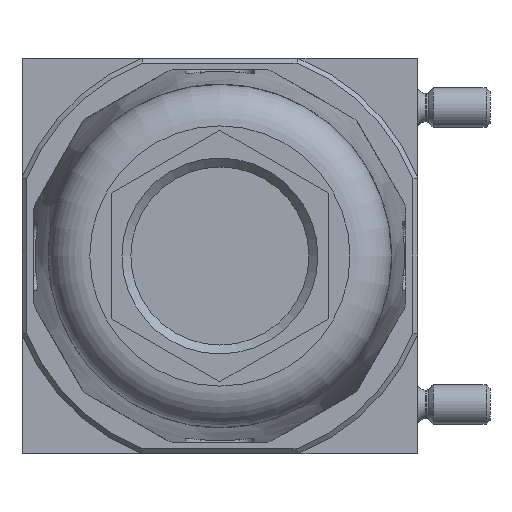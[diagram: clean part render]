
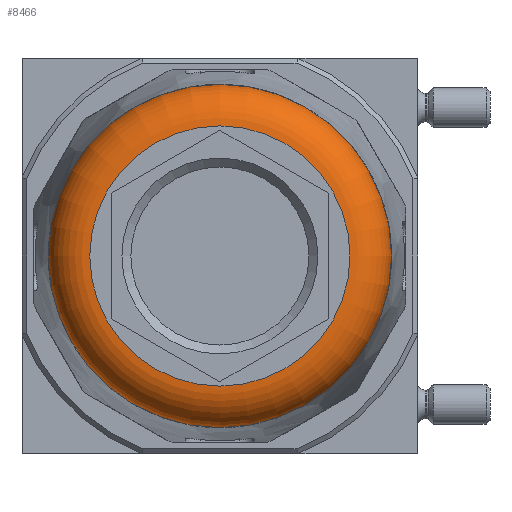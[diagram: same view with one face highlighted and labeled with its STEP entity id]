
A CAD part, front view. The second image highlights one B-rep face of the part: STEP entity #8466.
In plain terms, the highlighted toroidal (fillet/blend) face has major radius 13.15 mm and minor radius 4.2 mm.
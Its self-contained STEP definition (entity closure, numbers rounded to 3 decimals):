
#57=TOROIDAL_SURFACE('',#9103,13.15,4.2);
#2821=ORIENTED_EDGE('',*,*,#3482,.T.);
#2822=ORIENTED_EDGE('',*,*,#4037,.F.);
#3482=EDGE_CURVE('',#4357,#4357,#4845,.T.);
#4037=EDGE_CURVE('',#4712,#4712,#5030,.T.);
#4357=VERTEX_POINT('',#11814);
#4712=VERTEX_POINT('',#13429);
#4845=CIRCLE('',#8700,17.35);
#5030=CIRCLE('',#9102,13.15);
#5365=EDGE_LOOP('',(#2821));
#5366=EDGE_LOOP('',(#2822));
#5785=FACE_BOUND('',#5365,.T.);
#5786=FACE_BOUND('',#5366,.T.);
#8466=ADVANCED_FACE('',(#5785,#5786),#57,.T.);
#8700=AXIS2_PLACEMENT_3D('',#11813,#9597,#9598);
#9102=AXIS2_PLACEMENT_3D('',#13428,#10615,#10616);
#9103=AXIS2_PLACEMENT_3D('',#13442,#10623,#10624);
#9597=DIRECTION('',(0.,-1.,0.));
#9598=DIRECTION('',(0.,0.,-1.));
#10615=DIRECTION('',(0.,-1.,0.));
#10616=DIRECTION('',(0.,0.,-1.));
#10623=DIRECTION('',(0.,-1.,0.));
#10624=DIRECTION('',(0.,0.,-1.));
#11813=CARTESIAN_POINT('',(0.,-114.8,0.));
#11814=CARTESIAN_POINT('',(0.,-114.8,-17.35));
#13428=CARTESIAN_POINT('',(0.,-119.,0.));
#13429=CARTESIAN_POINT('',(0.,-119.,-13.15));
#13442=CARTESIAN_POINT('',(0.,-114.8,0.));
